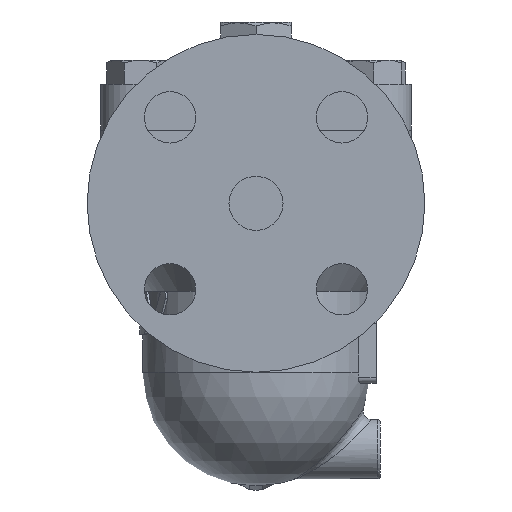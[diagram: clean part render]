
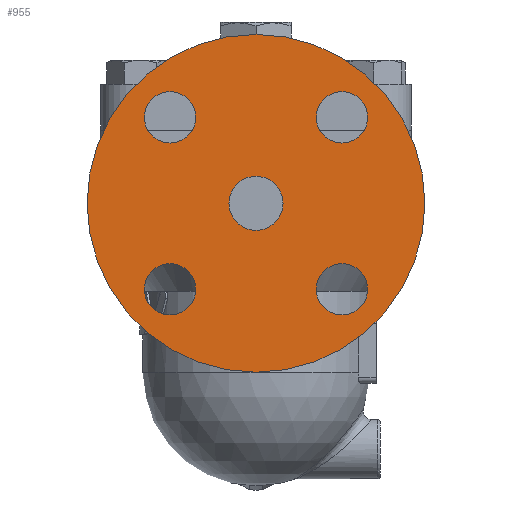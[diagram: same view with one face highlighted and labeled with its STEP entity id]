
A CAD part, left-side view. The second image highlights one B-rep face of the part: STEP entity #955.
In plain terms, the highlighted free-form (B-spline) face has degree [1, 1] with [2, 2] control points.
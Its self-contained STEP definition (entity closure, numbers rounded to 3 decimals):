
#474=CARTESIAN_POINT('',(-144.5,0.,-37.));
#475=VERTEX_POINT('',#474);
#476=CARTESIAN_POINT('',(-144.5,0.0,-27.));
#477=DIRECTION('',(1.0,0.0,0.0));
#478=DIRECTION('',(0.0,0.0,1.0));
#479=AXIS2_PLACEMENT_3D('',#476,#477,#478);
#480=CIRCLE('',#479,10.0);
#481=EDGE_CURVE('',#475,#475,#480,.T.);
#511=CARTESIAN_POINT('',(-144.5,-22.32,4.82));
#512=VERTEX_POINT('',#511);
#513=CARTESIAN_POINT('',(-144.5,-31.82,4.82));
#514=DIRECTION('',(1.0,0.0,0.0));
#515=DIRECTION('',(0.0,1.0,0.0));
#516=AXIS2_PLACEMENT_3D('',#513,#514,#515);
#517=CIRCLE('',#516,9.5);
#518=EDGE_CURVE('',#512,#512,#517,.T.);
#539=CARTESIAN_POINT('',(-144.5,-31.82,-49.32));
#540=VERTEX_POINT('',#539);
#541=CARTESIAN_POINT('',(-144.5,-31.82,-58.82));
#542=DIRECTION('',(1.0,0.0,0.0));
#543=DIRECTION('',(0.0,0.0,1.0));
#544=AXIS2_PLACEMENT_3D('',#541,#542,#543);
#545=CIRCLE('',#544,9.5);
#546=EDGE_CURVE('',#540,#540,#545,.T.);
#567=CARTESIAN_POINT('',(-144.5,22.32,-58.82));
#568=VERTEX_POINT('',#567);
#569=CARTESIAN_POINT('',(-144.5,31.82,-58.82));
#570=DIRECTION('',(1.0,0.0,0.0));
#571=DIRECTION('',(0.0,-1.0,0.0));
#572=AXIS2_PLACEMENT_3D('',#569,#570,#571);
#573=CIRCLE('',#572,9.5);
#574=EDGE_CURVE('',#568,#568,#573,.T.);
#595=CARTESIAN_POINT('',(-144.5,31.82,-4.68));
#596=VERTEX_POINT('',#595);
#597=CARTESIAN_POINT('',(-144.5,31.82,4.82));
#598=DIRECTION('',(1.0,0.0,0.0));
#599=DIRECTION('',(0.0,0.0,-1.0));
#600=AXIS2_PLACEMENT_3D('',#597,#598,#599);
#601=CIRCLE('',#600,9.5);
#602=EDGE_CURVE('',#596,#596,#601,.T.);
#714=CARTESIAN_POINT('',(-144.5,0.0,35.5));
#715=VERTEX_POINT('',#714);
#716=CARTESIAN_POINT('',(-144.5,0.0,-27.));
#717=DIRECTION('',(-1.0,0.0,0.0));
#718=DIRECTION('',(0.0,0.0,1.0));
#719=AXIS2_PLACEMENT_3D('',#716,#717,#718);
#720=CIRCLE('',#719,62.5);
#721=EDGE_CURVE('',#715,#715,#720,.T.);
#932=CARTESIAN_POINT('',(-144.5,62.5,35.5));
#933=CARTESIAN_POINT('',(-144.5,62.5,-89.5));
#934=CARTESIAN_POINT('',(-144.5,-62.5,35.5));
#935=CARTESIAN_POINT('',(-144.5,-62.5,-89.5));
#936=B_SPLINE_SURFACE_WITH_KNOTS('',1,1,((#932,#934),(#933,#935)),.UNSPECIFIED.,.F.,.F.,.U.,(2,2),(2,2),(0.0,125.0),(0.0,125.0),.UNSPECIFIED.);
#937=ORIENTED_EDGE('',*,*,#721,.T.);
#938=EDGE_LOOP('',(#937));
#939=FACE_OUTER_BOUND('',#938,.T.);
#940=ORIENTED_EDGE('',*,*,#481,.T.);
#941=EDGE_LOOP('',(#940));
#942=FACE_BOUND('',#941,.T.);
#943=ORIENTED_EDGE('',*,*,#518,.T.);
#944=EDGE_LOOP('',(#943));
#945=FACE_BOUND('',#944,.T.);
#946=ORIENTED_EDGE('',*,*,#546,.T.);
#947=EDGE_LOOP('',(#946));
#948=FACE_BOUND('',#947,.T.);
#949=ORIENTED_EDGE('',*,*,#574,.T.);
#950=EDGE_LOOP('',(#949));
#951=FACE_BOUND('',#950,.T.);
#952=ORIENTED_EDGE('',*,*,#602,.T.);
#953=EDGE_LOOP('',(#952));
#954=FACE_BOUND('',#953,.T.);
#955=ADVANCED_FACE('',(#939,#942,#945,#948,#951,#954),#936,.T.);
